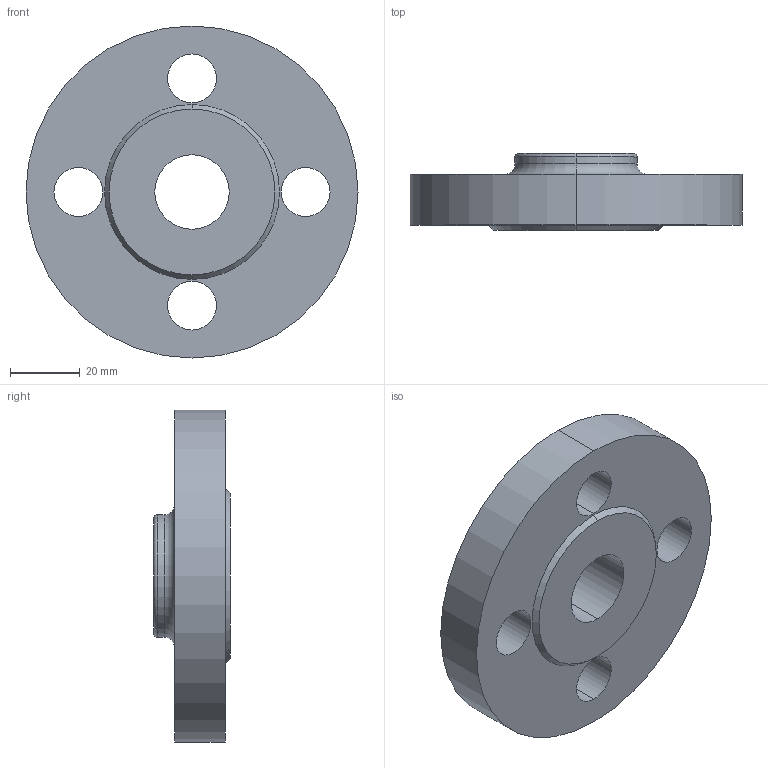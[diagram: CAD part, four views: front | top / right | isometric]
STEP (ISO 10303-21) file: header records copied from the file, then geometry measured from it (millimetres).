
FILE_DESCRIPTION (( 'STEP AP203' ), '1' );
FILE_NAME ('3D_R193_PN10-40_DN15_176624120_176624550.STEP', '2024-07-09T16:11:56', ( '' ), ( '' ), 'SwSTEP 2.0', 'SolidWorks 2024', '' );
FILE_SCHEMA (( 'CONFIG_CONTROL_DESIGN' ));
Length unit declared in the file: millimetre
Products named in the file (1): 3D_R193_PN10-40_DN15_176624120_176624550
Bounding box: 95 x 22 x 95 mm (x, y, z)
Volume: 94746.4 mm3; surface area: 21126.7 mm2
Topology: 1 solids, 1 shells, 26 faces, 60 edges, 38 vertices
Faces by surface type: cylinder 14, cone 4, torus 4, plane 4
Entity records: 855 total; most frequent: DIRECTION 156, CARTESIAN_POINT 125, ORIENTED_EDGE 120, AXIS2_PLACEMENT_3D 69, EDGE_CURVE 60, CIRCLE 42, EDGE_LOOP 38, VERTEX_POINT 38
